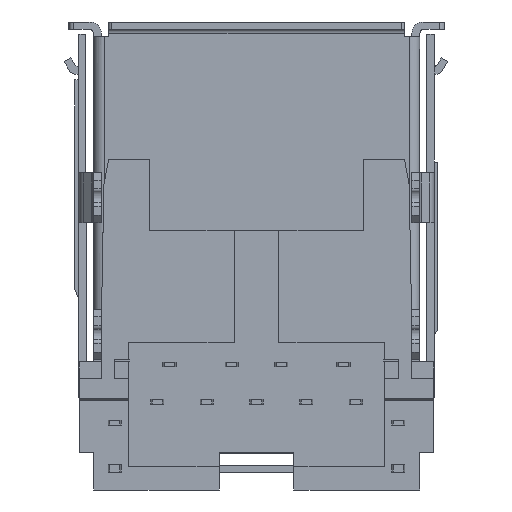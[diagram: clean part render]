
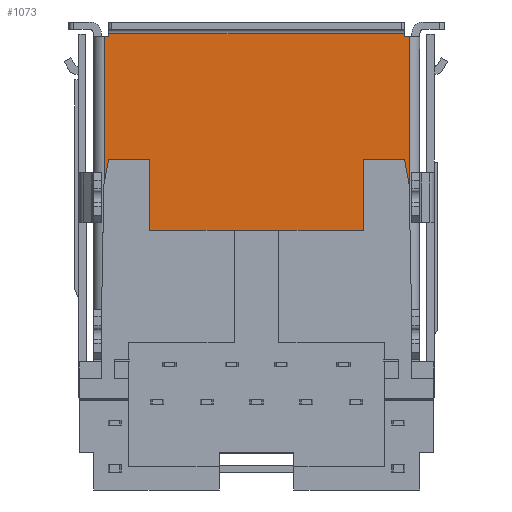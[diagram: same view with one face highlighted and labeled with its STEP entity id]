
A CAD part, front view. The second image highlights one B-rep face of the part: STEP entity #1073.
In plain terms, the highlighted planar face has unit normal (0, -1, 0).
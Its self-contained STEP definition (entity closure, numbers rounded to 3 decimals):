
#1073=ADVANCED_FACE('',(#2377),#2378,.T.);
#2377=FACE_OUTER_BOUND('',#3894,.T.);
#2378=PLANE('',#3895);
#3894=EDGE_LOOP('',(#7260,#7261,#7262,#7263,#7264,#7265,#7266,#7267,#7268,#7269));
#3895=AXIS2_PLACEMENT_3D('',#7270,#7271,#7272);
#7260=ORIENTED_EDGE('',*,*,#9982,.T.);
#7261=ORIENTED_EDGE('',*,*,#10634,.T.);
#7262=ORIENTED_EDGE('',*,*,#10635,.T.);
#7263=ORIENTED_EDGE('',*,*,#10636,.T.);
#7264=ORIENTED_EDGE('',*,*,#10637,.T.);
#7265=ORIENTED_EDGE('',*,*,#10638,.F.);
#7266=ORIENTED_EDGE('',*,*,#10639,.T.);
#7267=ORIENTED_EDGE('',*,*,#10640,.T.);
#7268=ORIENTED_EDGE('',*,*,#10641,.T.);
#7269=ORIENTED_EDGE('',*,*,#10306,.F.);
#7270=CARTESIAN_POINT('',(-10.0,1.0,-9.287));
#7271=DIRECTION('',(0.0,-1.0,0.0));
#7272=DIRECTION('',(0.,0.0,-1.0));
#9982=EDGE_CURVE('',#12237,#12235,#12238,.T.);
#10306=EDGE_CURVE('',#12237,#12725,#12726,.T.);
#10634=EDGE_CURVE('',#12235,#13216,#13217,.T.);
#10635=EDGE_CURVE('',#13216,#13218,#13219,.T.);
#10636=EDGE_CURVE('',#13218,#13220,#13221,.T.);
#10637=EDGE_CURVE('',#13220,#13222,#13223,.T.);
#10638=EDGE_CURVE('',#13224,#13222,#13225,.T.);
#10639=EDGE_CURVE('',#13224,#13226,#13227,.T.);
#10640=EDGE_CURVE('',#13226,#13228,#13229,.T.);
#10641=EDGE_CURVE('',#13228,#12725,#13230,.T.);
#12235=VERTEX_POINT('',#15540);
#12237=VERTEX_POINT('',#15542);
#12238=LINE('',#15543,#15544);
#12725=VERTEX_POINT('',#16268);
#12726=LINE('',#16269,#16270);
#13216=VERTEX_POINT('',#16989);
#13217=LINE('',#16990,#16991);
#13218=VERTEX_POINT('',#16992);
#13219=LINE('',#16993,#16994);
#13220=VERTEX_POINT('',#16995);
#13221=LINE('',#16996,#16997);
#13222=VERTEX_POINT('',#16998);
#13223=LINE('',#16999,#17000);
#13224=VERTEX_POINT('',#17001);
#13225=LINE('',#17002,#17003);
#13226=VERTEX_POINT('',#17004);
#13227=LINE('',#17005,#17006);
#13228=VERTEX_POINT('',#17007);
#13229=LINE('',#17008,#17009);
#13230=LINE('',#17010,#17011);
#15540=CARTESIAN_POINT('',(6.136,1.0,-11.182));
#15542=CARTESIAN_POINT('',(-6.136,1.0,-11.182));
#15543=CARTESIAN_POINT('',(-9.0,1.0,-11.182));
#15544=VECTOR('',#19054,1.0);
#16268=CARTESIAN_POINT('',(-6.136,1.0,-0.593));
#16269=CARTESIAN_POINT('',(-6.136,1.0,-9.283));
#16270=VECTOR('',#19325,1.0);
#16989=CARTESIAN_POINT('',(6.136,1.0,-0.593));
#16990=CARTESIAN_POINT('',(6.136,1.0,-9.283));
#16991=VECTOR('',#19603,1.0);
#16992=CARTESIAN_POINT('',(6.0,1.0,-0.593));
#16993=CARTESIAN_POINT('',(-1.863,1.0,-0.593));
#16994=VECTOR('',#19604,1.0);
#16995=CARTESIAN_POINT('',(5.94,1.0,-0.593));
#16996=CARTESIAN_POINT('',(-1.953,1.0,-0.593));
#16997=VECTOR('',#19605,1.0);
#16998=CARTESIAN_POINT('',(5.94,1.0,-0.466));
#16999=CARTESIAN_POINT('',(5.94,1.0,-4.792));
#17000=VECTOR('',#19606,1.0);
#17001=CARTESIAN_POINT('',(-5.94,1.0,-0.466));
#17002=CARTESIAN_POINT('',(-10.0,1.0,-0.466));
#17003=VECTOR('',#19607,1.0);
#17004=CARTESIAN_POINT('',(-5.94,1.0,-0.593));
#17005=CARTESIAN_POINT('',(-5.94,1.0,-4.792));
#17006=VECTOR('',#19608,1.0);
#17007=CARTESIAN_POINT('',(-6.05,1.0,-0.593));
#17008=CARTESIAN_POINT('',(-8.048,1.0,-0.593));
#17009=VECTOR('',#19609,1.0);
#17010=CARTESIAN_POINT('',(-8.163,1.0,-0.593));
#17011=VECTOR('',#19610,1.0);
#19054=DIRECTION('',(1.0,0.0,0.));
#19325=DIRECTION('',(0.,0.0,1.0));
#19603=DIRECTION('',(0.,0.0,1.0));
#19604=DIRECTION('',(-1.0,0.0,0.));
#19605=DIRECTION('',(-1.0,0.0,0.));
#19606=DIRECTION('',(0.,-0.0,1.0));
#19607=DIRECTION('',(1.0,0.0,0.));
#19608=DIRECTION('',(0.,0.0,-1.0));
#19609=DIRECTION('',(-1.0,0.0,0.));
#19610=DIRECTION('',(-1.0,0.0,0.));
